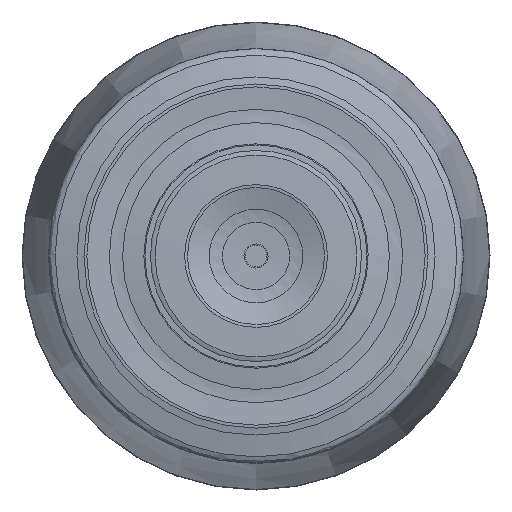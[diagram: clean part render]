
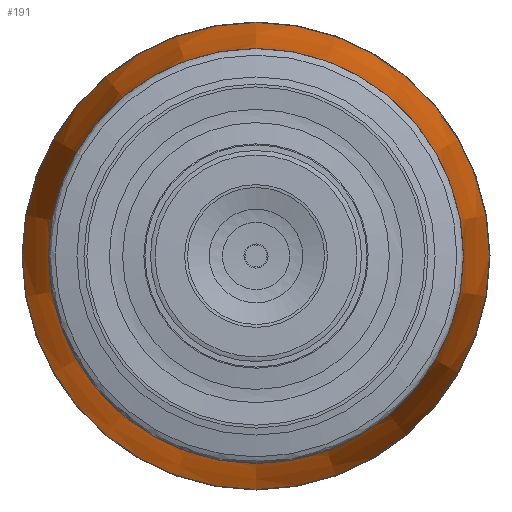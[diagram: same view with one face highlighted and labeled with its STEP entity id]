
A CAD part, left-side view. The second image highlights one B-rep face of the part: STEP entity #191.
In plain terms, the highlighted conical face has half-angle 10.008 degrees and reference radius 21.954 mm.
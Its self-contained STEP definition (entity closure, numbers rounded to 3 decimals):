
#169=CONICAL_SURFACE('',#757,21.954,10.008);
#191=ADVANCED_FACE('',(#268,#269),#169,.T.);
#268=FACE_BOUND('',#373,.T.);
#269=FACE_BOUND('',#374,.T.);
#373=EDGE_LOOP('',(#481));
#374=EDGE_LOOP('',(#482));
#481=ORIENTED_EDGE('',*,*,#629,.T.);
#482=ORIENTED_EDGE('',*,*,#628,.F.);
#574=VERTEX_POINT('',#1062);
#575=VERTEX_POINT('',#1065);
#628=EDGE_CURVE('',#574,#574,#682,.T.);
#629=EDGE_CURVE('',#575,#575,#683,.T.);
#682=CIRCLE('',#754,21.954);
#683=CIRCLE('',#756,19.076);
#754=AXIS2_PLACEMENT_3D('',#1061,#864,#865);
#756=AXIS2_PLACEMENT_3D('',#1064,#868,#869);
#757=AXIS2_PLACEMENT_3D('',#1066,#870,#871);
#864=DIRECTION('',(1.,0.,0.));
#865=DIRECTION('',(0.,0.,1.));
#868=DIRECTION('',(1.,0.,0.));
#869=DIRECTION('',(0.,0.,1.));
#870=DIRECTION('',(1.,0.,0.));
#871=DIRECTION('',(0.,0.,-1.));
#1061=CARTESIAN_POINT('',(138.741,0.,0.));
#1062=CARTESIAN_POINT('',(138.741,0.,21.954));
#1064=CARTESIAN_POINT('',(122.431,0.,0.));
#1065=CARTESIAN_POINT('',(122.431,0.,19.076));
#1066=CARTESIAN_POINT('',(138.741,0.,0.));
